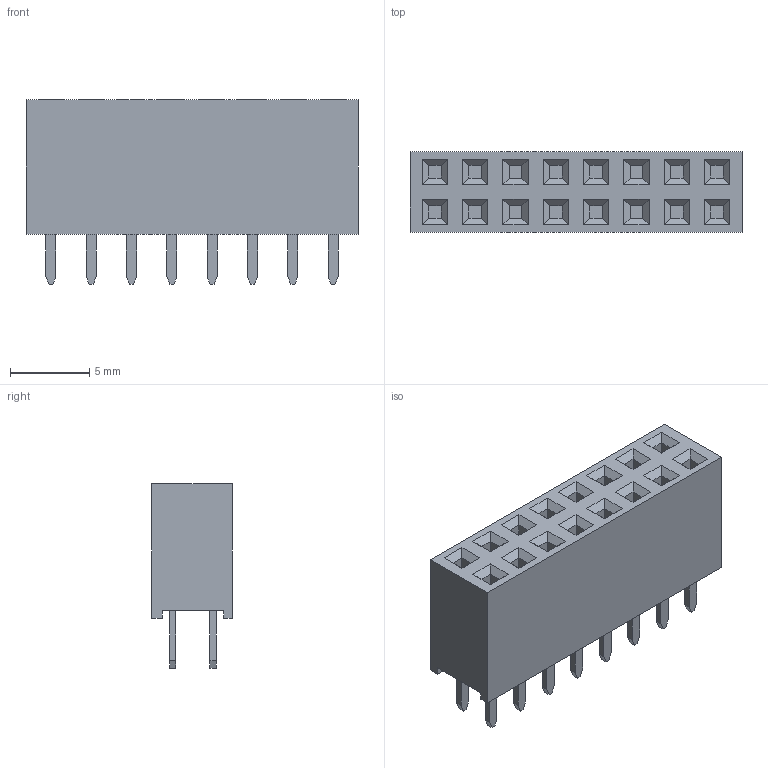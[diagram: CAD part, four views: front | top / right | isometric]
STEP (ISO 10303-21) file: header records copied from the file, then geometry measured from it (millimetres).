
FILE_DESCRIPTION((''),'2;1');
FILE_NAME('157-16-2-XX_ASM','2013-09-17T',('uwe.kadritzke'),(''),'PRO/ENGINEER BY PARAMETRIC TECHNOLOGY CORPORATION, 2005110','PRO/ENGINEER BY PARAMETRIC TECHNOLOGY CORPORATION, 2005110','');
FILE_SCHEMA(('CONFIG_CONTROL_DESIGN'));
Length unit declared in the file: millimetre
Products named in the file (18): BODY_16; BODY_15; BODY_14; BODY_13; BODY_12; BODY_11; BODY_10; BODY_9; BODY_8; BODY_7; BODY_6; BODY_5; BODY_4; BODY_3; BODY_2; BODY_1; BODY_0; 157-16-2-XX_ASM
Assembly tree (17 placements, depth 2):
  157-16-2-XX_ASM
    BODY_16
    BODY_15
    BODY_14
    BODY_13
    BODY_12
    BODY_11
    BODY_10
    BODY_9
    BODY_8
    BODY_7
    BODY_6
    BODY_5
    BODY_4
    BODY_3
    BODY_2
    BODY_1
    BODY_0
Bounding box: 20.92 x 5.08 x 11.65 mm (x, y, z)
Volume: 806.3 mm3; surface area: 1115.9 mm2
Topology: 17 solids, 17 shells, 282 faces, 632 edges, 400 vertices
Faces by surface type: plane 282
Entity records: 8022 total; most frequent: CARTESIAN_POINT 1349, DIRECTION 1266, ORIENTED_EDGE 1264, VECTOR 632, LINE 632, EDGE_CURVE 632, VERTEX_POINT 400, AXIS2_PLACEMENT_3D 317
